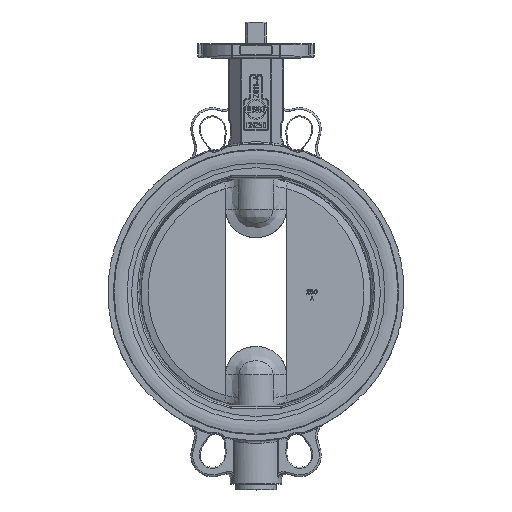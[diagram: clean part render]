
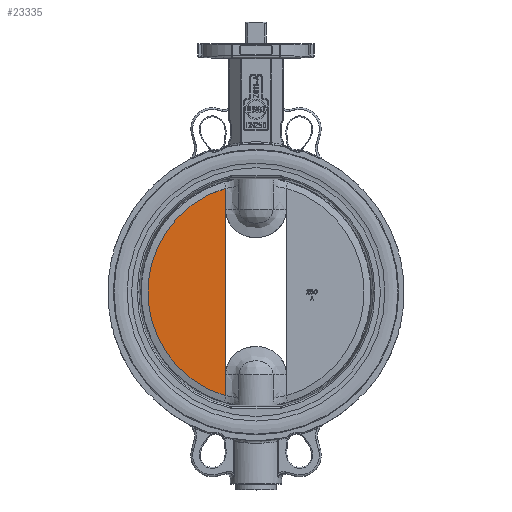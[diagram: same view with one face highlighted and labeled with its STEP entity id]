
A CAD part, top view. The second image highlights one B-rep face of the part: STEP entity #23335.
In plain terms, the highlighted conical face has half-angle 88.023 degrees and reference radius 57.95 mm.
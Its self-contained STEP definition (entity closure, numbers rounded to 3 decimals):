
#3460=B_SPLINE_CURVE_WITH_KNOTS('',3,(#44916,#44917,#44918,#44919),
 .UNSPECIFIED.,.F.,.F.,(4,4),(2.893,5.204),
 .UNSPECIFIED.);
#3461=B_SPLINE_CURVE_WITH_KNOTS('',3,(#44923,#44924,#44925,#44926),
 .UNSPECIFIED.,.F.,.F.,(4,4),(0.,2.312),.UNSPECIFIED.);
#3462=B_SPLINE_CURVE_WITH_KNOTS('',3,(#44928,#44929,#44930,#44931,#44932,
#44933,#44934,#44935,#44936,#44937,#44938,#44939,#44940,#44941,#44942,#44943),
 .UNSPECIFIED.,.F.,.F.,(4,1,1,1,1,1,1,1,1,1,1,1,1,4),(-9.763,
-9.065,-8.368,-7.671,-6.973,
-6.276,-5.579,-4.184,-2.789,
-2.441,-2.092,-1.395,-0.697,
0.),.UNSPECIFIED.);
#3463=B_SPLINE_CURVE_WITH_KNOTS('',3,(#44945,#44946,#44947,#44948),
 .UNSPECIFIED.,.F.,.F.,(4,4),(2.893,5.204),
 .UNSPECIFIED.);
#3464=B_SPLINE_CURVE_WITH_KNOTS('',3,(#44952,#44953,#44954,#44955),
 .UNSPECIFIED.,.F.,.F.,(4,4),(0.,2.312),.UNSPECIFIED.);
#3465=B_SPLINE_CURVE_WITH_KNOTS('',3,(#44956,#44957,#44958,#44959,#44960,
#44961,#44962,#44963,#44964,#44965,#44966,#44967,#44968,#44969,#44970,#44971),
 .UNSPECIFIED.,.F.,.F.,(4,1,1,1,1,1,1,1,1,1,1,1,1,4),(-9.763,
-9.065,-8.368,-7.671,-6.973,
-6.276,-5.579,-4.184,-3.254,
-2.789,-2.092,-1.395,-0.697,
0.),.UNSPECIFIED.);
#4195=CONICAL_SURFACE('',#25535,57.95,88.023);
#5589=FACE_OUTER_BOUND('',#7115,.T.);
#7115=EDGE_LOOP('',(#19434,#19435,#19436,#19437,#19438,#19439,#19440,#19441));
#8451=CIRCLE('',#25536,115.9);
#8452=CIRCLE('',#25537,115.9);
#10374=VERTEX_POINT('',#44914);
#10375=VERTEX_POINT('',#44915);
#10376=VERTEX_POINT('',#44920);
#10377=VERTEX_POINT('',#44922);
#10378=VERTEX_POINT('',#44927);
#10379=VERTEX_POINT('',#44944);
#10380=VERTEX_POINT('',#44949);
#10381=VERTEX_POINT('',#44951);
#13473=EDGE_CURVE('',#10374,#10375,#3460,.T.);
#13474=EDGE_CURVE('',#10376,#10374,#8451,.T.);
#13475=EDGE_CURVE('',#10377,#10376,#3461,.T.);
#13476=EDGE_CURVE('',#10378,#10377,#3462,.T.);
#13477=EDGE_CURVE('',#10379,#10378,#3463,.T.);
#13478=EDGE_CURVE('',#10380,#10379,#8452,.T.);
#13479=EDGE_CURVE('',#10381,#10380,#3464,.T.);
#13480=EDGE_CURVE('',#10375,#10381,#3465,.T.);
#19434=ORIENTED_EDGE('',*,*,#13473,.F.);
#19435=ORIENTED_EDGE('',*,*,#13474,.F.);
#19436=ORIENTED_EDGE('',*,*,#13475,.F.);
#19437=ORIENTED_EDGE('',*,*,#13476,.F.);
#19438=ORIENTED_EDGE('',*,*,#13477,.F.);
#19439=ORIENTED_EDGE('',*,*,#13478,.F.);
#19440=ORIENTED_EDGE('',*,*,#13479,.F.);
#19441=ORIENTED_EDGE('',*,*,#13480,.F.);
#23335=ADVANCED_FACE('',(#5589),#4195,.T.);
#25535=AXIS2_PLACEMENT_3D('',#44913,#30666,#30667);
#25536=AXIS2_PLACEMENT_3D('',#44921,#30668,#30669);
#25537=AXIS2_PLACEMENT_3D('',#44950,#30670,#30671);
#30666=DIRECTION('center_axis',(0.,0.,
1.));
#30667=DIRECTION('ref_axis',(1.,0.,0.));
#30668=DIRECTION('center_axis',(0.,0.,
1.));
#30669=DIRECTION('ref_axis',(1.,0.,0.));
#30670=DIRECTION('center_axis',(0.,0.,
1.));
#30671=DIRECTION('ref_axis',(1.,0.,0.));
#44913=CARTESIAN_POINT('Origin',(0.,0.117,
-7.));
#44914=CARTESIAN_POINT('',(33.165,111.17,-5.));
#44915=CARTESIAN_POINT('',(32.588,88.084,-5.762));
#44916=CARTESIAN_POINT('Ctrl Pts',(33.165,111.17,-5.));
#44917=CARTESIAN_POINT('Ctrl Pts',(32.978,103.474,-5.256));
#44918=CARTESIAN_POINT('Ctrl Pts',(32.786,95.778,-5.511));
#44919=CARTESIAN_POINT('Ctrl Pts',(32.588,88.084,-5.762));
#44920=CARTESIAN_POINT('',(33.165,-110.937,-5.));
#44921=CARTESIAN_POINT('Origin',(0.,0.117,
-5.));
#44922=CARTESIAN_POINT('',(32.588,-87.851,-5.762));
#44923=CARTESIAN_POINT('Ctrl Pts',(32.588,-87.851,-5.762));
#44924=CARTESIAN_POINT('Ctrl Pts',(32.786,-95.545,-5.511));
#44925=CARTESIAN_POINT('Ctrl Pts',(32.978,-103.241,-5.256));
#44926=CARTESIAN_POINT('Ctrl Pts',(33.165,-110.937,-5.));
#44927=CARTESIAN_POINT('',(-32.588,-87.851,-5.762));
#44928=CARTESIAN_POINT('Ctrl Pts',(-32.588,-87.851,
-5.762));
#44929=CARTESIAN_POINT('Ctrl Pts',(-32.529,-85.53,
-5.838));
#44930=CARTESIAN_POINT('Ctrl Pts',(-31.835,-80.838,
-5.998));
#44931=CARTESIAN_POINT('Ctrl Pts',(-29.185,-74.329,
-6.24));
#44932=CARTESIAN_POINT('Ctrl Pts',(-25.046,-68.568,
-6.477));
#44933=CARTESIAN_POINT('Ctrl Pts',(-19.754,-63.963,-6.687));
#44934=CARTESIAN_POINT('Ctrl Pts',(-13.582,-60.612,
-6.855));
#44935=CARTESIAN_POINT('Ctrl Pts',(-4.687,-57.988,
-6.999));
#44936=CARTESIAN_POINT('Ctrl Pts',(7.025,-57.971,-6.999));
#44937=CARTESIAN_POINT('Ctrl Pts',(16.869,-61.95,-6.783));
#44938=CARTESIAN_POINT('Ctrl Pts',(22.412,-66.278,-6.582));
#44939=CARTESIAN_POINT('Ctrl Pts',(25.729,-69.522,-6.438));
#44940=CARTESIAN_POINT('Ctrl Pts',(29.189,-74.333,-6.24));
#44941=CARTESIAN_POINT('Ctrl Pts',(31.832,-80.834,-5.998));
#44942=CARTESIAN_POINT('Ctrl Pts',(32.529,-85.53,-5.838));
#44943=CARTESIAN_POINT('Ctrl Pts',(32.588,-87.851,-5.762));
#44944=CARTESIAN_POINT('',(-33.165,-110.937,-5.));
#44945=CARTESIAN_POINT('Ctrl Pts',(-33.165,-110.937,-5.));
#44946=CARTESIAN_POINT('Ctrl Pts',(-32.978,-103.241,
-5.256));
#44947=CARTESIAN_POINT('Ctrl Pts',(-32.786,-95.545,-5.511));
#44948=CARTESIAN_POINT('Ctrl Pts',(-32.588,-87.851,
-5.762));
#44949=CARTESIAN_POINT('',(-33.165,111.17,-5.));
#44950=CARTESIAN_POINT('Origin',(0.,0.117,
-5.));
#44951=CARTESIAN_POINT('',(-32.588,88.084,-5.762));
#44952=CARTESIAN_POINT('Ctrl Pts',(-32.588,88.084,-5.762));
#44953=CARTESIAN_POINT('Ctrl Pts',(-32.786,95.778,-5.511));
#44954=CARTESIAN_POINT('Ctrl Pts',(-32.978,103.474,-5.256));
#44955=CARTESIAN_POINT('Ctrl Pts',(-33.165,111.17,-5.));
#44956=CARTESIAN_POINT('Ctrl Pts',(32.588,88.084,-5.762));
#44957=CARTESIAN_POINT('Ctrl Pts',(32.529,85.764,-5.838));
#44958=CARTESIAN_POINT('Ctrl Pts',(31.835,81.071,-5.998));
#44959=CARTESIAN_POINT('Ctrl Pts',(29.185,74.562,-6.24));
#44960=CARTESIAN_POINT('Ctrl Pts',(25.046,68.802,-6.477));
#44961=CARTESIAN_POINT('Ctrl Pts',(19.755,64.195,-6.688));
#44962=CARTESIAN_POINT('Ctrl Pts',(13.58,60.847,-6.855));
#44963=CARTESIAN_POINT('Ctrl Pts',(4.692,58.216,-6.999));
#44964=CARTESIAN_POINT('Ctrl Pts',(-5.477,58.217,-6.999));
#44965=CARTESIAN_POINT('Ctrl Pts',(-14.306,61.141,-6.839));
#44966=CARTESIAN_POINT('Ctrl Pts',(-20.35,64.713,-6.664));
#44967=CARTESIAN_POINT('Ctrl Pts',(-25.045,68.802,-6.477));
#44968=CARTESIAN_POINT('Ctrl Pts',(-29.183,74.56,-6.24));
#44969=CARTESIAN_POINT('Ctrl Pts',(-31.835,81.07,-5.998));
#44970=CARTESIAN_POINT('Ctrl Pts',(-32.529,85.764,-5.838));
#44971=CARTESIAN_POINT('Ctrl Pts',(-32.588,88.084,-5.762));
